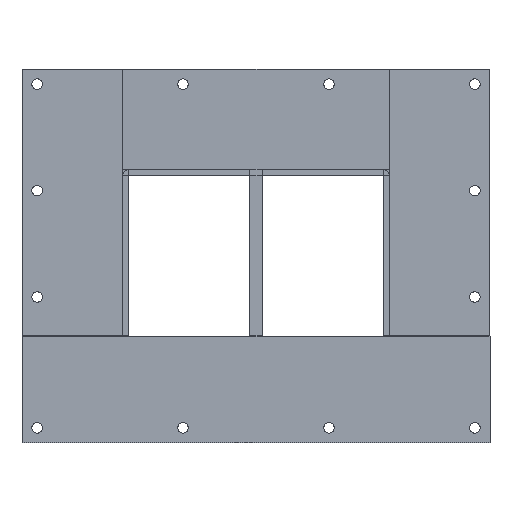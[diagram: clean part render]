
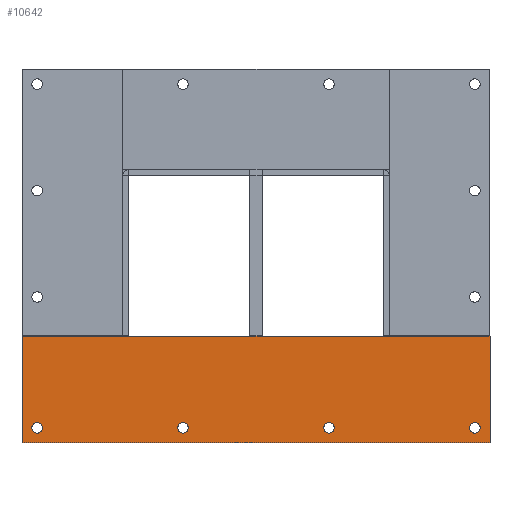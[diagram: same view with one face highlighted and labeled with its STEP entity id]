
A CAD part, left-side view. The second image highlights one B-rep face of the part: STEP entity #10642.
In plain terms, the highlighted planar face has unit normal (-1, 0, 0).
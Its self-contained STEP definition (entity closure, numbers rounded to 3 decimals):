
#887=LINE('',#17251,#1502);
#905=LINE('',#17286,#1520);
#956=LINE('',#17666,#1571);
#957=LINE('',#17668,#1572);
#958=LINE('',#17670,#1573);
#959=LINE('',#17671,#1574);
#960=LINE('',#17672,#1575);
#961=LINE('',#17673,#1576);
#1502=VECTOR('',#13938,10.);
#1520=VECTOR('',#13970,10.);
#1571=VECTOR('',#14219,10.);
#1572=VECTOR('',#14220,10.);
#1573=VECTOR('',#14221,10.);
#1574=VECTOR('',#14222,10.);
#1575=VECTOR('',#14223,10.);
#1576=VECTOR('',#14224,10.);
#2001=FACE_BOUND('',#3362,.T.);
#2002=FACE_BOUND('',#3363,.T.);
#2003=FACE_BOUND('',#3364,.T.);
#2004=FACE_BOUND('',#3365,.T.);
#2559=FACE_OUTER_BOUND('',#3361,.T.);
#3361=EDGE_LOOP('',(#8300,#8301,#8302,#8303,#8304,#8305,#8306,#8307));
#3362=EDGE_LOOP('',(#8308));
#3363=EDGE_LOOP('',(#8309));
#3364=EDGE_LOOP('',(#8310));
#3365=EDGE_LOOP('',(#8311));
#3950=CIRCLE('',#11742,5.25);
#3951=CIRCLE('',#11743,5.25);
#3952=CIRCLE('',#11744,5.25);
#3953=CIRCLE('',#11745,5.25);
#4589=VERTEX_POINT('',#17248);
#4590=VERTEX_POINT('',#17250);
#4597=VERTEX_POINT('',#17271);
#4599=VERTEX_POINT('',#17280);
#4685=VERTEX_POINT('',#17664);
#4686=VERTEX_POINT('',#17665);
#4687=VERTEX_POINT('',#17667);
#4688=VERTEX_POINT('',#17669);
#4689=VERTEX_POINT('',#17674);
#4690=VERTEX_POINT('',#17676);
#4691=VERTEX_POINT('',#17678);
#4692=VERTEX_POINT('',#17680);
#5785=EDGE_CURVE('',#4590,#4589,#887,.F.);
#5803=EDGE_CURVE('',#4597,#4599,#905,.T.);
#5938=EDGE_CURVE('',#4685,#4686,#956,.T.);
#5939=EDGE_CURVE('',#4687,#4685,#957,.T.);
#5940=EDGE_CURVE('',#4688,#4687,#958,.T.);
#5941=EDGE_CURVE('',#4590,#4688,#959,.T.);
#5942=EDGE_CURVE('',#4599,#4589,#960,.T.);
#5943=EDGE_CURVE('',#4686,#4597,#961,.T.);
#5944=EDGE_CURVE('',#4689,#4689,#3950,.T.);
#5945=EDGE_CURVE('',#4690,#4690,#3951,.T.);
#5946=EDGE_CURVE('',#4691,#4691,#3952,.T.);
#5947=EDGE_CURVE('',#4692,#4692,#3953,.T.);
#8300=ORIENTED_EDGE('',*,*,#5938,.F.);
#8301=ORIENTED_EDGE('',*,*,#5939,.F.);
#8302=ORIENTED_EDGE('',*,*,#5940,.F.);
#8303=ORIENTED_EDGE('',*,*,#5941,.F.);
#8304=ORIENTED_EDGE('',*,*,#5785,.T.);
#8305=ORIENTED_EDGE('',*,*,#5942,.F.);
#8306=ORIENTED_EDGE('',*,*,#5803,.F.);
#8307=ORIENTED_EDGE('',*,*,#5943,.F.);
#8308=ORIENTED_EDGE('',*,*,#5944,.T.);
#8309=ORIENTED_EDGE('',*,*,#5945,.T.);
#8310=ORIENTED_EDGE('',*,*,#5946,.T.);
#8311=ORIENTED_EDGE('',*,*,#5947,.T.);
#9352=PLANE('',#11741);
#10642=ADVANCED_FACE('',(#2559,#2001,#2002,#2003,#2004),#9352,.F.);
#11741=AXIS2_PLACEMENT_3D('',#17663,#14217,#14218);
#11742=AXIS2_PLACEMENT_3D('',#17675,#14225,#14226);
#11743=AXIS2_PLACEMENT_3D('',#17677,#14227,#14228);
#11744=AXIS2_PLACEMENT_3D('',#17679,#14229,#14230);
#11745=AXIS2_PLACEMENT_3D('',#17681,#14231,#14232);
#13938=DIRECTION('',(0.,-1.,0.));
#13970=DIRECTION('',(0.,-1.,0.));
#14217=DIRECTION('center_axis',(1.,0.,0.));
#14218=DIRECTION('ref_axis',(0.,-1.,0.));
#14219=DIRECTION('',(0.,-1.,0.));
#14220=DIRECTION('',(0.,0.,1.));
#14221=DIRECTION('',(0.,1.,0.));
#14222=DIRECTION('',(0.,0.,-1.));
#14223=DIRECTION('',(0.,-1.,0.));
#14224=DIRECTION('',(0.,-1.,0.));
#14225=DIRECTION('center_axis',(1.,0.,0.));
#14226=DIRECTION('ref_axis',(0.,-1.,0.));
#14227=DIRECTION('center_axis',(1.,0.,0.));
#14228=DIRECTION('ref_axis',(0.,-1.,0.));
#14229=DIRECTION('center_axis',(1.,0.,0.));
#14230=DIRECTION('ref_axis',(0.,-1.,0.));
#14231=DIRECTION('center_axis',(1.,0.,0.));
#14232=DIRECTION('ref_axis',(0.,-1.,0.));
#17248=CARTESIAN_POINT('',(1.907,138.5,-174.607));
#17250=CARTESIAN_POINT('',(1.907,32.5,-174.607));
#17251=CARTESIAN_POINT('',(1.907,57.5,-174.607));
#17271=CARTESIAN_POINT('',(1.907,271.,-174.607));
#17280=CARTESIAN_POINT('',(1.907,259.,-174.607));
#17286=CARTESIAN_POINT('',(1.907,259.,-174.607));
#17663=CARTESIAN_POINT('Origin',(1.907,265.,-227.607));
#17664=CARTESIAN_POINT('',(1.907,497.5,-174.607));
#17665=CARTESIAN_POINT('',(1.907,391.5,-174.607));
#17666=CARTESIAN_POINT('',(1.907,497.5,-174.607));
#17667=CARTESIAN_POINT('',(1.907,497.5,-280.607));
#17668=CARTESIAN_POINT('',(1.907,497.5,-280.607));
#17669=CARTESIAN_POINT('',(1.907,32.5,-280.607));
#17670=CARTESIAN_POINT('',(1.907,32.5,-280.607));
#17671=CARTESIAN_POINT('',(1.907,32.5,-174.607));
#17672=CARTESIAN_POINT('',(1.907,497.5,-174.607));
#17673=CARTESIAN_POINT('',(1.907,497.5,-174.607));
#17674=CARTESIAN_POINT('',(1.907,197.75,-265.607));
#17675=CARTESIAN_POINT('Origin',(1.907,192.5,-265.607));
#17676=CARTESIAN_POINT('',(1.907,487.75,-265.607));
#17677=CARTESIAN_POINT('Origin',(1.907,482.5,-265.607));
#17678=CARTESIAN_POINT('',(1.907,342.75,-265.607));
#17679=CARTESIAN_POINT('Origin',(1.907,337.5,-265.607));
#17680=CARTESIAN_POINT('',(1.907,52.75,-265.607));
#17681=CARTESIAN_POINT('Origin',(1.907,47.5,-265.607));
